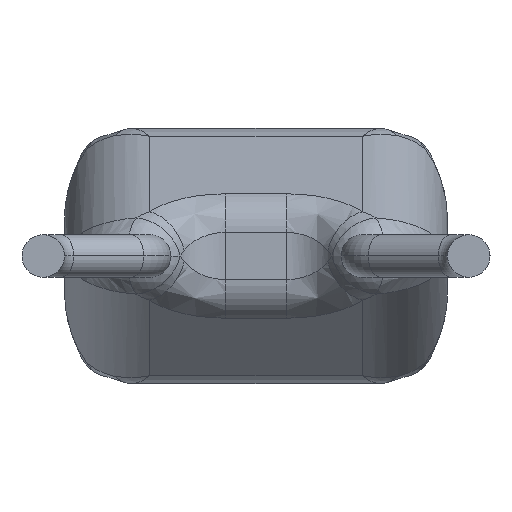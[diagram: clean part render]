
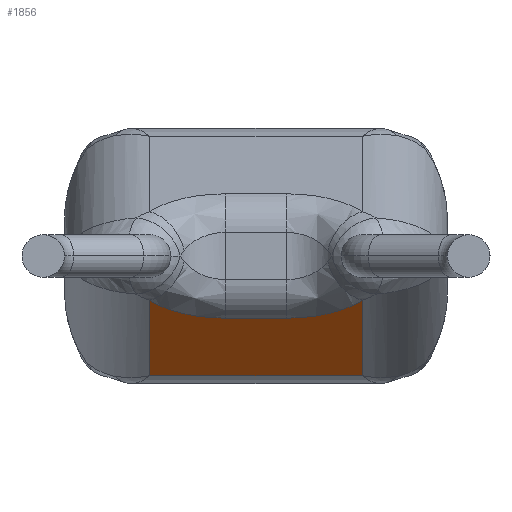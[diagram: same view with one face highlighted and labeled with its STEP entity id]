
A CAD part, front view. The second image highlights one B-rep face of the part: STEP entity #1856.
In plain terms, the highlighted planar face has unit normal (0, -0.42, -0.907).
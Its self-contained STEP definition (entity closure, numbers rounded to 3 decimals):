
#28 = LINE ( 'NONE', #186, #2351 ) ;
#48 = CARTESIAN_POINT ( 'NONE',  ( 1.25, 1.5, -1.408 ) ) ;
#78 = CARTESIAN_POINT ( 'NONE',  ( 0.362, 0.037, -0.73 ) ) ;
#88 = VECTOR ( 'NONE', #883, 1000. ) ;
#95 = DIRECTION ( 'NONE',  ( -1., 0., 0. ) ) ;
#102 = ORIENTED_EDGE ( 'NONE', *, *, #2321, .F. ) ;
#145 = CARTESIAN_POINT ( 'NONE',  ( -1.25, -0.415, -0.521 ) ) ;
#186 = CARTESIAN_POINT ( 'NONE',  ( 1.25, -1., -0.25 ) ) ;
#271 = EDGE_CURVE ( 'NONE', #866, #289, #850, .T. ) ;
#289 = VERTEX_POINT ( 'NONE', #145 ) ;
#317 = CARTESIAN_POINT ( 'NONE',  ( 2.25, -1., -0.25 ) ) ;
#340 = CARTESIAN_POINT ( 'NONE',  ( -0.72, 0.037, -0.73 ) ) ;
#503 = DIRECTION ( 'NONE',  ( 0., -0.907, 0.42 ) ) ;
#506 = EDGE_CURVE ( 'NONE', #542, #866, #980, .T. ) ;
#511 = CARTESIAN_POINT ( 'NONE',  ( 1.25, -0.415, -0.521 ) ) ;
#530 = LINE ( 'NONE', #1484, #88 ) ;
#542 = VERTEX_POINT ( 'NONE', #1206 ) ;
#543 = CARTESIAN_POINT ( 'NONE',  ( -1.25, -0.415, -0.521 ) ) ;
#579 = EDGE_CURVE ( 'NONE', #965, #1314, #28, .T. ) ;
#646 = ORIENTED_EDGE ( 'NONE', *, *, #271, .T. ) ;
#710 = CARTESIAN_POINT ( 'NONE',  ( 2.25, 1.5, -1.408 ) ) ;
#771 =( BOUNDED_CURVE ( )  B_SPLINE_CURVE ( 3, ( #511, #1505, #1083, #78 ),
 .UNSPECIFIED., .F., .T. ) 
 B_SPLINE_CURVE_WITH_KNOTS ( ( 4, 4 ),
 ( 2.199, 3.142 ),
 .UNSPECIFIED. ) 
 CURVE ( )  GEOMETRIC_REPRESENTATION_ITEM ( )  RATIONAL_B_SPLINE_CURVE ( ( 1., 0.927, 0.927, 1. ) ) 
 REPRESENTATION_ITEM ( '' )  );
#777 = CARTESIAN_POINT ( 'NONE',  ( 2.25, 0.037, -0.73 ) ) ;
#850 =( BOUNDED_CURVE ( )  B_SPLINE_CURVE ( 3, ( #1345, #340, #2172, #543 ),
 .UNSPECIFIED., .F., .T. ) 
 B_SPLINE_CURVE_WITH_KNOTS ( ( 4, 4 ),
 ( 3.142, 4.084 ),
 .UNSPECIFIED. ) 
 CURVE ( )  GEOMETRIC_REPRESENTATION_ITEM ( )  RATIONAL_B_SPLINE_CURVE ( ( 1., 0.927, 0.927, 1. ) ) 
 REPRESENTATION_ITEM ( '' )  );
#866 = VERTEX_POINT ( 'NONE', #2166 ) ;
#883 = DIRECTION ( 'NONE',  ( 0., 0.907, -0.42 ) ) ;
#892 = PLANE ( 'NONE',  #2560 ) ;
#933 = ORIENTED_EDGE ( 'NONE', *, *, #2427, .T. ) ;
#965 = VERTEX_POINT ( 'NONE', #48 ) ;
#980 = LINE ( 'NONE', #777, #2555 ) ;
#1078 = ORIENTED_EDGE ( 'NONE', *, *, #506, .T. ) ;
#1083 = CARTESIAN_POINT ( 'NONE',  ( 0.72, 0.037, -0.73 ) ) ;
#1154 = LINE ( 'NONE', #710, #2065 ) ;
#1167 = EDGE_LOOP ( 'NONE', ( #1078, #646, #933, #102, #1862, #1178 ) ) ;
#1178 = ORIENTED_EDGE ( 'NONE', *, *, #2572, .T. ) ;
#1206 = CARTESIAN_POINT ( 'NONE',  ( 0.362, 0.037, -0.73 ) ) ;
#1314 = VERTEX_POINT ( 'NONE', #1630 ) ;
#1345 = CARTESIAN_POINT ( 'NONE',  ( -0.362, 0.037, -0.73 ) ) ;
#1484 = CARTESIAN_POINT ( 'NONE',  ( -1.25, -1., -0.25 ) ) ;
#1505 = CARTESIAN_POINT ( 'NONE',  ( 1.039, -0.125, -0.655 ) ) ;
#1630 = CARTESIAN_POINT ( 'NONE',  ( 1.25, -0.415, -0.521 ) ) ;
#1856 = ADVANCED_FACE ( 'NONE', ( #2547 ), #892, .F. ) ;
#1862 = ORIENTED_EDGE ( 'NONE', *, *, #579, .T. ) ;
#2065 = VECTOR ( 'NONE', #95, 1000. ) ;
#2166 = CARTESIAN_POINT ( 'NONE',  ( -0.362, 0.037, -0.73 ) ) ;
#2172 = CARTESIAN_POINT ( 'NONE',  ( -1.039, -0.125, -0.655 ) ) ;
#2178 = DIRECTION ( 'NONE',  ( -1., 0., 0. ) ) ;
#2283 = DIRECTION ( 'NONE',  ( 0., 0.42, 0.907 ) ) ;
#2314 = CARTESIAN_POINT ( 'NONE',  ( -1.25, 1.5, -1.408 ) ) ;
#2321 = EDGE_CURVE ( 'NONE', #965, #2571, #1154, .T. ) ;
#2351 = VECTOR ( 'NONE', #2581, 1000. ) ;
#2427 = EDGE_CURVE ( 'NONE', #289, #2571, #530, .T. ) ;
#2547 = FACE_OUTER_BOUND ( 'NONE', #1167, .T. ) ;
#2555 = VECTOR ( 'NONE', #2178, 1000. ) ;
#2560 = AXIS2_PLACEMENT_3D ( 'NONE', #317, #2283, #503 ) ;
#2571 = VERTEX_POINT ( 'NONE', #2314 ) ;
#2572 = EDGE_CURVE ( 'NONE', #1314, #542, #771, .T. ) ;
#2581 = DIRECTION ( 'NONE',  ( 0., -0.907, 0.42 ) ) ;
